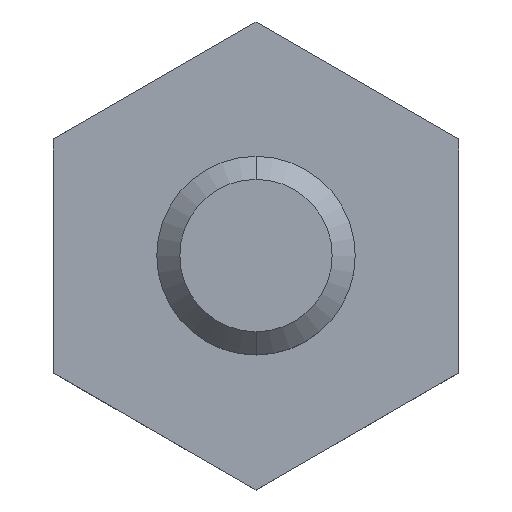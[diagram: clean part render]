
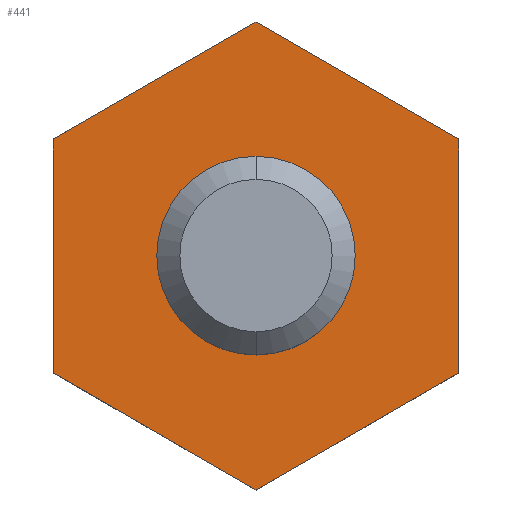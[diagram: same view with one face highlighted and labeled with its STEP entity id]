
A CAD part, top view. The second image highlights one B-rep face of the part: STEP entity #441.
In plain terms, the highlighted planar face has unit normal (0, 0, 1).
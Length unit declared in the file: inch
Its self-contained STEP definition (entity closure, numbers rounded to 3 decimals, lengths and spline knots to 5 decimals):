
#112=DIRECTION('',(0.866,0.5,0.));
#113=VECTOR('',#112,0.28868);
#114=CARTESIAN_POINT('',(-0.25,0.14434,0.));
#115=LINE('',#114,#113);
#116=DIRECTION('',(0.866,-0.5,0.));
#117=VECTOR('',#116,0.28868);
#118=CARTESIAN_POINT('',(0.,0.28868,0.));
#119=LINE('',#118,#117);
#120=DIRECTION('',(0.,-1.,0.));
#121=VECTOR('',#120,0.28868);
#122=CARTESIAN_POINT('',(0.25,0.14434,0.));
#123=LINE('',#122,#121);
#124=DIRECTION('',(-0.866,-0.5,0.));
#125=VECTOR('',#124,0.28868);
#126=CARTESIAN_POINT('',(0.25,-0.14434,0.));
#127=LINE('',#126,#125);
#128=DIRECTION('',(-0.866,0.5,0.));
#129=VECTOR('',#128,0.28868);
#130=CARTESIAN_POINT('',(0.,-0.28868,0.));
#131=LINE('',#130,#129);
#132=DIRECTION('',(0.,1.,0.));
#133=VECTOR('',#132,0.28868);
#134=CARTESIAN_POINT('',(-0.25,-0.14434,0.));
#135=LINE('',#134,#133);
#136=CARTESIAN_POINT('',(0.,0.,0.));
#137=DIRECTION('',(0.,0.,-1.));
#138=DIRECTION('',(0.,1.,0.));
#139=AXIS2_PLACEMENT_3D('',#136,#137,#138);
#141=CARTESIAN_POINT('',(0.,0.,0.));
#142=DIRECTION('',(0.,0.,-1.));
#143=DIRECTION('',(0.,-1.,0.));
#144=AXIS2_PLACEMENT_3D('',#141,#142,#143);
#368=CARTESIAN_POINT('',(-0.25,0.14434,0.));
#369=CARTESIAN_POINT('',(0.,0.28868,0.));
#370=VERTEX_POINT('',#368);
#371=VERTEX_POINT('',#369);
#372=CARTESIAN_POINT('',(0.25,0.14434,0.));
#373=VERTEX_POINT('',#372);
#374=CARTESIAN_POINT('',(0.25,-0.14434,0.));
#375=VERTEX_POINT('',#374);
#376=CARTESIAN_POINT('',(0.,-0.28868,0.));
#377=VERTEX_POINT('',#376);
#378=CARTESIAN_POINT('',(-0.25,-0.14434,0.));
#379=VERTEX_POINT('',#378);
#410=CARTESIAN_POINT('',(0.,0.109,0.));
#411=CARTESIAN_POINT('',(0.,-0.109,0.));
#412=VERTEX_POINT('',#410);
#413=VERTEX_POINT('',#411);
#416=CARTESIAN_POINT('',(0.,0.,0.));
#417=DIRECTION('',(0.,0.,-1.));
#418=DIRECTION('',(0.,-1.,0.));
#419=AXIS2_PLACEMENT_3D('',#416,#417,#418);
#420=PLANE('',#419);
#422=ORIENTED_EDGE('',*,*,#421,.T.);
#424=ORIENTED_EDGE('',*,*,#423,.T.);
#426=ORIENTED_EDGE('',*,*,#425,.T.);
#428=ORIENTED_EDGE('',*,*,#427,.T.);
#430=ORIENTED_EDGE('',*,*,#429,.T.);
#432=ORIENTED_EDGE('',*,*,#431,.T.);
#433=EDGE_LOOP('',(#422,#424,#426,#428,#430,#432));
#434=FACE_OUTER_BOUND('',#433,.F.);
#436=ORIENTED_EDGE('',*,*,#435,.F.);
#438=ORIENTED_EDGE('',*,*,#437,.F.);
#439=EDGE_LOOP('',(#436,#438));
#440=FACE_BOUND('',#439,.F.);
#441=ADVANCED_FACE('',(#434,#440),#420,.F.);
#140=CIRCLE('',#139,0.109);
#145=CIRCLE('',#144,0.109);
#421=EDGE_CURVE('',#370,#371,#115,.T.);
#423=EDGE_CURVE('',#371,#373,#119,.T.);
#425=EDGE_CURVE('',#373,#375,#123,.T.);
#427=EDGE_CURVE('',#375,#377,#127,.T.);
#429=EDGE_CURVE('',#377,#379,#131,.T.);
#431=EDGE_CURVE('',#379,#370,#135,.T.);
#435=EDGE_CURVE('',#412,#413,#140,.T.);
#437=EDGE_CURVE('',#413,#412,#145,.T.);
